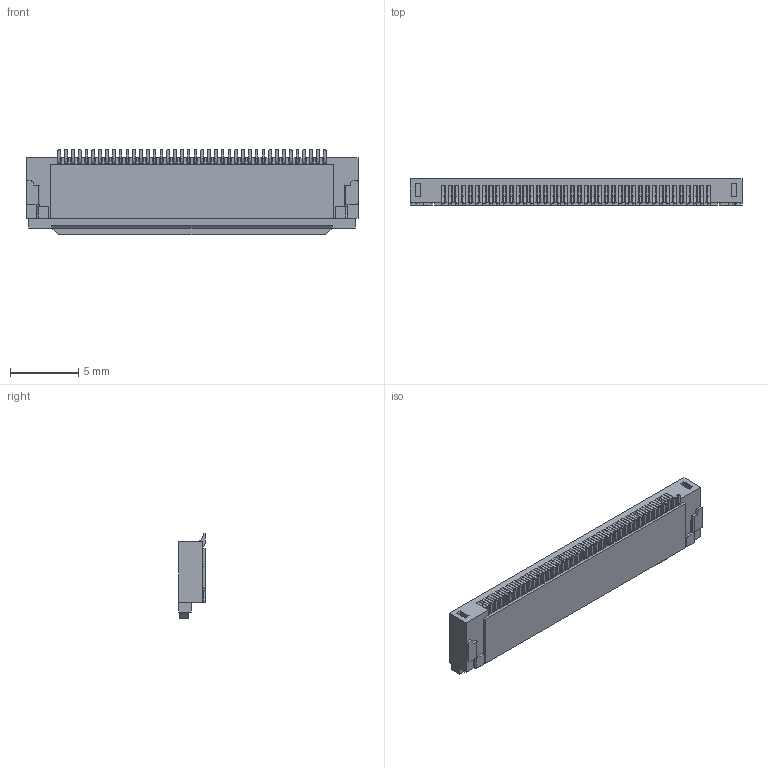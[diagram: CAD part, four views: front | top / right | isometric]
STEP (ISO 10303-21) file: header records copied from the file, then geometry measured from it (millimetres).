
FILE_DESCRIPTION (( 'STEP AP214' ), '1' );
FILE_NAME ('3B3AF759-4728-47CB-B0E1-ECB662734B0E.STEP', '2023-03-29T06:38:05', ( '' ), ( '' ), 'SwSTEP 2.0', 'SolidWorks 2022', '' );
FILE_SCHEMA (( 'AUTOMOTIVE_DESIGN' ));
Length unit declared in the file: millimetre
Products named in the file (1): 3B3AF759-4728-47CB-B0E1-ECB662734B0E
Bounding box: 24.4 x 1.95 x 6.3 mm (x, y, z)
Volume: 146.4 mm3; surface area: 1132.9 mm2
Topology: 44 solids, 44 shells, 1499 faces, 4579 edges, 3050 vertices
Faces by surface type: plane 1063, cylinder 436
Entity records: 51446 total; most frequent: CARTESIAN_POINT 9873, ORIENTED_EDGE 9158, DIRECTION 7947, EDGE_CURVE 4579, VECTOR 3715, LINE 3715, VERTEX_POINT 3050, AXIS2_PLACEMENT_3D 2116
